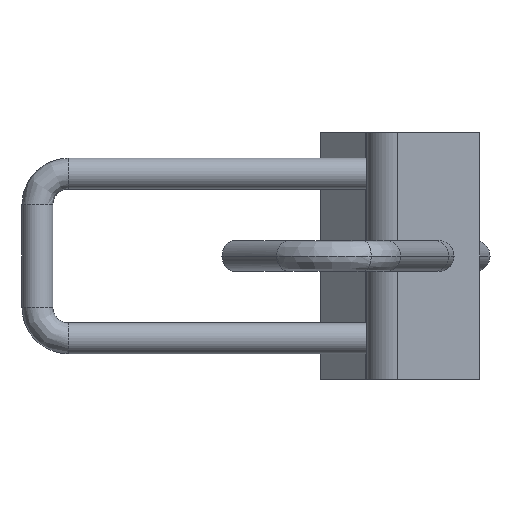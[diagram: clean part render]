
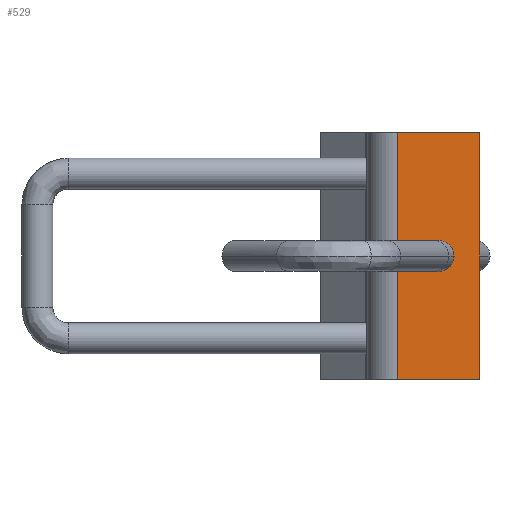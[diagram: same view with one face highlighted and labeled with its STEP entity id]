
A CAD part, left-side view. The second image highlights one B-rep face of the part: STEP entity #529.
In plain terms, the highlighted planar face has unit normal (-1, 0, 0).
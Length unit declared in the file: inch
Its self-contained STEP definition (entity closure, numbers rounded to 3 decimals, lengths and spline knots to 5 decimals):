
#463=EDGE_CURVE('',#1172,#1173,#1174,.T.);
#485=EDGE_CURVE('',#1208,#1209,#1210,.T.);
#487=EDGE_CURVE('',#1212,#1208,#1213,.T.);
#529=ADVANCED_FACE('',(#1278,#1279),#1280,.T.);
#563=EDGE_CURVE('',#1328,#1209,#1329,.T.);
#751=EDGE_CURVE('',#1173,#1172,#1583,.T.);
#891=EDGE_CURVE('',#1212,#1328,#1750,.T.);
#1172=VERTEX_POINT('',#2213);
#1173=VERTEX_POINT('',#2214);
#1174=ELLIPSE('',#2215,0.19058,0.1875);
#1208=VERTEX_POINT('',#2591);
#1209=VERTEX_POINT('',#2592);
#1210=LINE('',#2593,#2594);
#1212=VERTEX_POINT('',#2597);
#1213=LINE('',#2598,#2599);
#1278=FACE_OUTER_BOUND('',#2766,.T.);
#1279=FACE_BOUND('',#2767,.T.);
#1280=PLANE('',#2768);
#1328=VERTEX_POINT('',#2849);
#1329=LINE('',#2850,#2851);
#1583=ELLIPSE('',#3568,0.19058,0.1875);
#1750=LINE('',#3922,#3923);
#2213=CARTESIAN_POINT('',(3.52252,-0.45015,1.5));
#2214=CARTESIAN_POINT('',(3.52252,-0.83131,1.5));
#2215=AXIS2_PLACEMENT_3D('',#4340,#4341,#4342);
#2591=CARTESIAN_POINT('',(3.52252,-0.14678,0.0));
#2592=CARTESIAN_POINT('',(3.52252,-0.14678,3.0));
#2593=CARTESIAN_POINT('',(3.52252,-0.14678,0.0));
#2594=VECTOR('',#4385,1.0);
#2597=CARTESIAN_POINT('',(3.52252,-1.14678,0.0));
#2598=CARTESIAN_POINT('',(3.52252,-1.14678,0.0));
#2599=VECTOR('',#4386,1.0);
#2766=EDGE_LOOP('',(#4449,#4450,#4451,#4452));
#2767=EDGE_LOOP('',(#4453,#4454));
#2768=AXIS2_PLACEMENT_3D('',#4455,#4456,#4457);
#2849=CARTESIAN_POINT('',(3.52252,-1.14678,3.0));
#2850=CARTESIAN_POINT('',(3.52252,-1.14678,3.0));
#2851=VECTOR('',#4499,1.0);
#3568=AXIS2_PLACEMENT_3D('',#4796,#4797,#4798);
#3922=CARTESIAN_POINT('',(3.52252,-1.14678,0.0));
#3923=VECTOR('',#5011,1.0);
#4340=CARTESIAN_POINT('',(3.52252,-0.64073,1.5));
#4341=DIRECTION('',(-1.0,0.0,0.0));
#4342=DIRECTION('',(0.0,-1.0,0.0));
#4385=DIRECTION('',(0.0,0.0,1.0));
#4386=DIRECTION('',(0.0,1.0,0.0));
#4449=ORIENTED_EDGE('',*,*,#563,.T.);
#4450=ORIENTED_EDGE('',*,*,#485,.F.);
#4451=ORIENTED_EDGE('',*,*,#487,.F.);
#4452=ORIENTED_EDGE('',*,*,#891,.T.);
#4453=ORIENTED_EDGE('',*,*,#463,.F.);
#4454=ORIENTED_EDGE('',*,*,#751,.F.);
#4455=CARTESIAN_POINT('',(3.52252,-0.64678,0.0));
#4456=DIRECTION('',(-1.0,-0.0,0.0));
#4457=DIRECTION('',(0.0,-1.0,-0.0));
#4499=DIRECTION('',(0.0,1.0,0.0));
#4796=CARTESIAN_POINT('',(3.52252,-0.64073,1.5));
#4797=DIRECTION('',(-1.0,0.0,0.0));
#4798=DIRECTION('',(0.0,-1.0,0.0));
#5011=DIRECTION('',(0.0,0.0,1.0));
